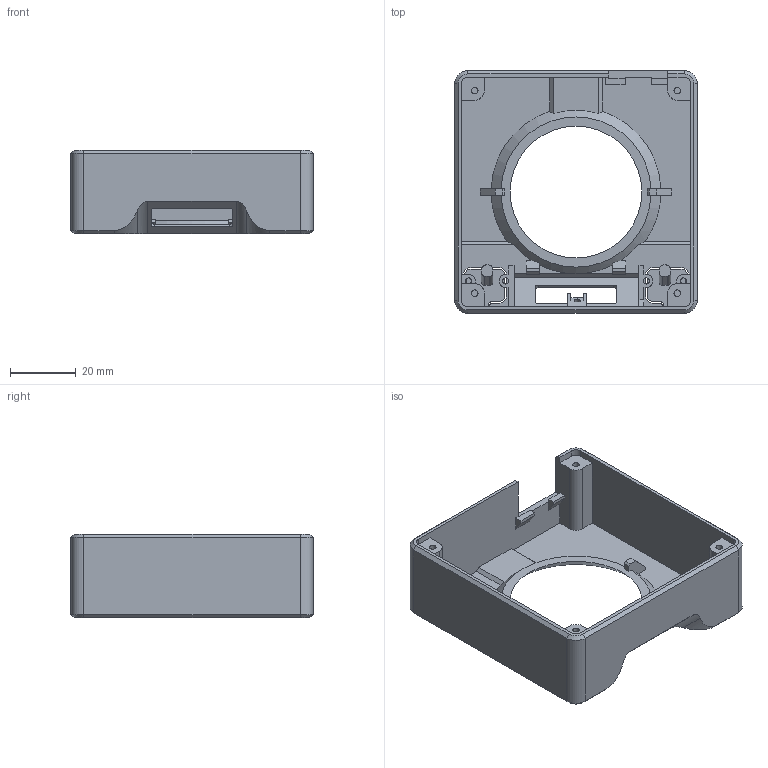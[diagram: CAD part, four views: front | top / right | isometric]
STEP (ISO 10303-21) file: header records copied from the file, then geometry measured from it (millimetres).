
FILE_DESCRIPTION(/* description */ (''),/* implementation_level */ '2;1');
FILE_NAME(/* name */ 'Top Tactile Clean v9.step',/* time_stamp */ '2020-09-29T16:24:21-04:00',/* author */ (''),/* organization */ (''),/* preprocessor_version */ 'ST-DEVELOPER v18.1',/* originating_system */ 'Autodesk Translation Framework v9.3.0.1241',/* authorisation */ '');
FILE_SCHEMA (('AUTOMOTIVE_DESIGN { 1 0 10303 214 3 1 1 }'));
Length unit declared in the file: millimetre
Products named in the file (2): Top Tactile Clean; MaxMix M v3
Assembly tree (1 placements, depth 2):
  Top Tactile Clean
    MaxMix M v3
Bounding box: 74 x 74 x 25.5 mm (x, y, z)
Volume: 21957.3 mm3; surface area: 23328.1 mm2
Topology: 1 solids, 1 shells, 283 faces, 802 edges, 525 vertices
Faces by surface type: plane 185, cylinder 75, bspline 12, cone 11
Full cylindrical faces by diameter (mm): 1.85 x5, 2 x4
Entity records: 9590 total; most frequent: CARTESIAN_POINT 2117, ORIENTED_EDGE 1604, DIRECTION 1487, EDGE_CURVE 802, LINE 585, VECTOR 585, VERTEX_POINT 525, AXIS2_PLACEMENT_3D 451
